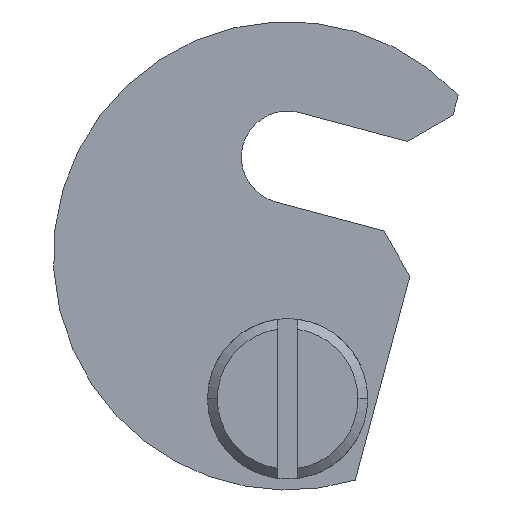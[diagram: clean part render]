
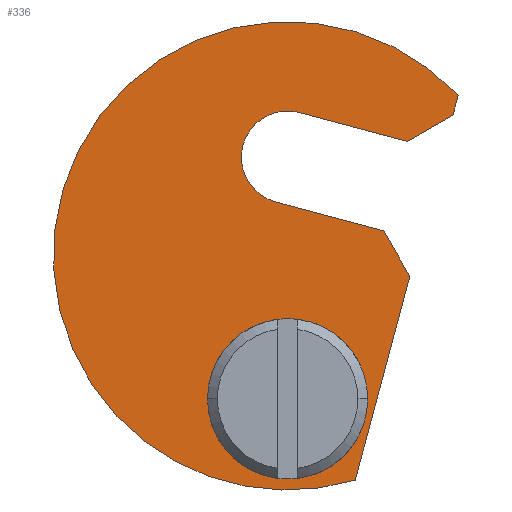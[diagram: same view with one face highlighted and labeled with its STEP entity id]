
A CAD part, front view. The second image highlights one B-rep face of the part: STEP entity #336.
In plain terms, the highlighted planar face has unit normal (0, -1, 0).
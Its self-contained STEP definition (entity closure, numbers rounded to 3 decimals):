
#218=VERTEX_POINT('',#583);
#224=EDGE_CURVE('',#218,#352,#589,.T.);
#230=VERTEX_POINT('',#595);
#270=EDGE_CURVE('',#520,#350,#641,.T.);
#284=EDGE_CURVE('',#230,#314,#656,.T.);
#298=VERTEX_POINT('',#671);
#314=VERTEX_POINT('',#688);
#330=EDGE_CURVE('',#298,#524,#706,.T.);
#336=ADVANCED_FACE('',(#713,#714),#715,.T.);
#350=VERTEX_POINT('',#729);
#352=VERTEX_POINT('',#731);
#362=EDGE_CURVE('',#436,#380,#743,.T.);
#364=EDGE_CURVE('',#536,#520,#745,.T.);
#380=VERTEX_POINT('',#762);
#396=EDGE_CURVE('',#350,#298,#780,.T.);
#436=VERTEX_POINT('',#824);
#442=EDGE_CURVE('',#524,#218,#831,.T.);
#456=EDGE_CURVE('',#352,#230,#845,.T.);
#478=EDGE_CURVE('',#380,#436,#868,.T.);
#504=EDGE_CURVE('',#314,#536,#899,.T.);
#520=VERTEX_POINT('',#917);
#524=VERTEX_POINT('',#921);
#536=VERTEX_POINT('',#935);
#583=CARTESIAN_POINT('',(9.732,-9.8,20.875));
#589=LINE('',#997,#998);
#595=CARTESIAN_POINT('',(13.841,-9.8,24.617));
#641=LINE('',#1076,#1077);
#656=CIRCLE('',#1099,19.0);
#671=CARTESIAN_POINT('',(-0.971,-9.8,15.978));
#688=CARTESIAN_POINT('',(-13.841,-9.8,-1.417));
#706=CIRCLE('',#1161,3.75);
#713=FACE_BOUND('',#1170,.T.);
#714=FACE_OUTER_BOUND('',#1171,.T.);
#715=PLANE('',#1172);
#729=CARTESIAN_POINT('',(7.791,-9.8,13.63));
#731=CARTESIAN_POINT('',(13.406,-9.8,22.996));
#743=CIRCLE('',#1210,6.5);
#745=LINE('',#1213,#1214);
#762=CARTESIAN_POINT('',(-6.5,-9.8,0.));
#780=LINE('',#1263,#1264);
#824=CARTESIAN_POINT('',(6.5,-9.8,0.));
#831=LINE('',#1339,#1340);
#845=LINE('',#1361,#1362);
#868=CIRCLE('',#1401,6.5);
#899=CIRCLE('',#1439,19.0);
#917=CARTESIAN_POINT('',(9.912,-9.8,9.956));
#921=CARTESIAN_POINT('',(0.971,-9.8,23.222));
#935=CARTESIAN_POINT('',(5.478,-9.8,-6.593));
#997=CARTESIAN_POINT('',(9.732,-9.8,20.875));
#998=VECTOR('',#1539,1.0);
#1076=CARTESIAN_POINT('',(9.912,-9.8,9.956));
#1077=VECTOR('',#1601,1.0);
#1099=AXIS2_PLACEMENT_3D('',#1613,#1614,#1615);
#1161=AXIS2_PLACEMENT_3D('',#1664,#1665,#1666);
#1170=EDGE_LOOP('',(#1679,#1680));
#1171=EDGE_LOOP('',(#1681,#1682,#1683,#1684,#1685,#1686,#1687,#1688,#1689));
#1172=AXIS2_PLACEMENT_3D('',#1690,#1691,#1692);
#1210=AXIS2_PLACEMENT_3D('',#1721,#1722,#1723);
#1213=CARTESIAN_POINT('',(5.478,-9.8,-6.593));
#1214=VECTOR('',#1724,1.0);
#1263=CARTESIAN_POINT('',(7.791,-9.8,13.63));
#1264=VECTOR('',#1763,1.0);
#1339=CARTESIAN_POINT('',(0.971,-9.8,23.222));
#1340=VECTOR('',#1823,1.0);
#1361=CARTESIAN_POINT('',(13.406,-9.8,22.996));
#1362=VECTOR('',#1837,1.0);
#1401=AXIS2_PLACEMENT_3D('',#1861,#1862,#1863);
#1439=AXIS2_PLACEMENT_3D('',#1908,#1909,#1910);
#1539=DIRECTION('',(0.866,0.0,0.5));
#1601=DIRECTION('',(-0.5,0.0,0.866));
#1613=CARTESIAN_POINT('',(0.0,-9.8,11.6));
#1614=DIRECTION('',(0.0,-1.0,0.0));
#1615=DIRECTION('',(0.728,0.0,0.685));
#1664=CARTESIAN_POINT('',(0.0,-9.8,19.6));
#1665=DIRECTION('',(0.0,1.0,0.0));
#1666=DIRECTION('',(-0.259,0.0,-0.966));
#1679=ORIENTED_EDGE('',*,*,#362,.T.);
#1680=ORIENTED_EDGE('',*,*,#478,.T.);
#1681=ORIENTED_EDGE('',*,*,#284,.T.);
#1682=ORIENTED_EDGE('',*,*,#504,.T.);
#1683=ORIENTED_EDGE('',*,*,#364,.T.);
#1684=ORIENTED_EDGE('',*,*,#270,.T.);
#1685=ORIENTED_EDGE('',*,*,#396,.T.);
#1686=ORIENTED_EDGE('',*,*,#330,.T.);
#1687=ORIENTED_EDGE('',*,*,#442,.T.);
#1688=ORIENTED_EDGE('',*,*,#224,.T.);
#1689=ORIENTED_EDGE('',*,*,#456,.T.);
#1690=CARTESIAN_POINT('',(-1.187,-9.8,13.362));
#1691=DIRECTION('',(0.0,-1.0,0.0));
#1692=DIRECTION('',(1.0,0.0,0.0));
#1721=CARTESIAN_POINT('',(0.,-9.8,0.));
#1722=DIRECTION('',(0.0,1.0,0.0));
#1723=DIRECTION('',(1.0,0.0,0.));
#1724=DIRECTION('',(0.259,0.0,0.966));
#1763=DIRECTION('',(-0.966,0.0,0.259));
#1823=DIRECTION('',(0.966,0.0,-0.259));
#1837=DIRECTION('',(0.259,0.0,0.966));
#1861=CARTESIAN_POINT('',(0.,-9.8,0.));
#1862=DIRECTION('',(0.0,1.0,0.0));
#1863=DIRECTION('',(1.0,0.0,0.));
#1908=CARTESIAN_POINT('',(0.0,-9.8,11.6));
#1909=DIRECTION('',(0.0,-1.0,0.0));
#1910=DIRECTION('',(0.728,0.0,0.685));
